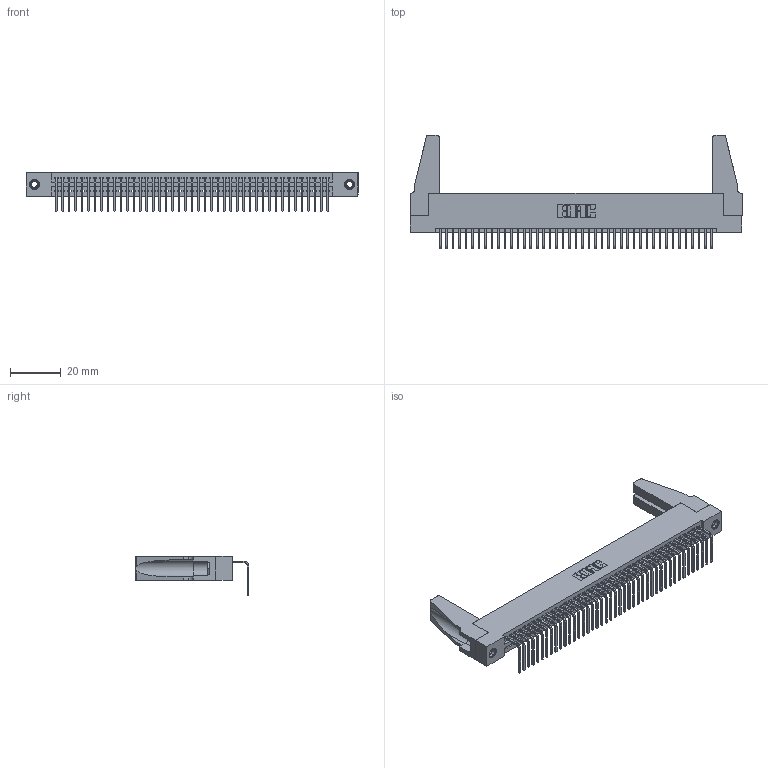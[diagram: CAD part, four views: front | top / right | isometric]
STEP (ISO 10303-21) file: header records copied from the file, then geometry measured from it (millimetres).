
FILE_DESCRIPTION (( 'STEP AP203' ), '1' );
FILE_NAME ('395-043-558-188.STEP', '2019-10-11T12:12:08', ( '' ), ( '' ), 'SwSTEP 2.0', 'SolidWorks 2016', '' );
FILE_SCHEMA (( 'CONFIG_CONTROL_DESIGN' ));
Length unit declared in the file: inch
Products named in the file (5): 345 Part_Flush Mounting Lugs - 0.156 Dia-TH; 345-292-001_558 Tail - 2; 345-250-001_345-250-001-102; 345-220-078_345-220-088; 395-043-558-188
Assembly tree (48 placements, depth 2):
  395-043-558-188
    345 Part_Flush Mounting Lugs - 0.156 Dia-TH
    345-292-001_558 Tail - 2  x43
    345-250-001_345-250-001-102  x2
    345-220-078_345-220-088  x2
Bounding box: 130.45 x 44.69 x 15.37 mm (x, y, z)
Volume: 15794.7 mm3; surface area: 20652.1 mm2
Topology: 48 solids, 48 shells, 2830 faces, 8481 edges, 5586 vertices
Faces by surface type: plane 1958, cylinder 856, cone 12, torus 4
Entity records: 34460 total; most frequent: CARTESIAN_POINT 5959, ORIENTED_EDGE 5896, DIRECTION 5210, EDGE_CURVE 2948, LINE 2602, VECTOR 2602, VERTEX_POINT 1958, AXIS2_PLACEMENT_3D 1304
